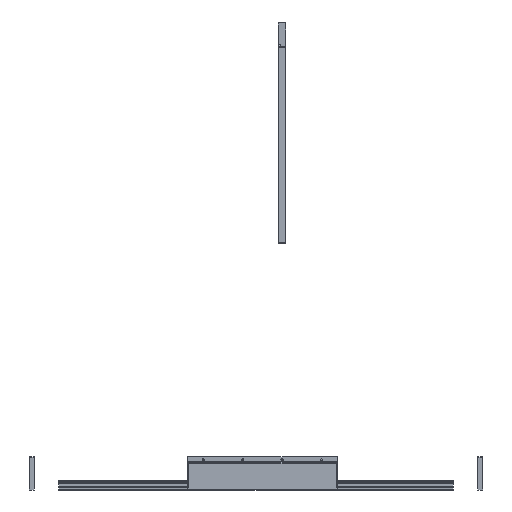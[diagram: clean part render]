
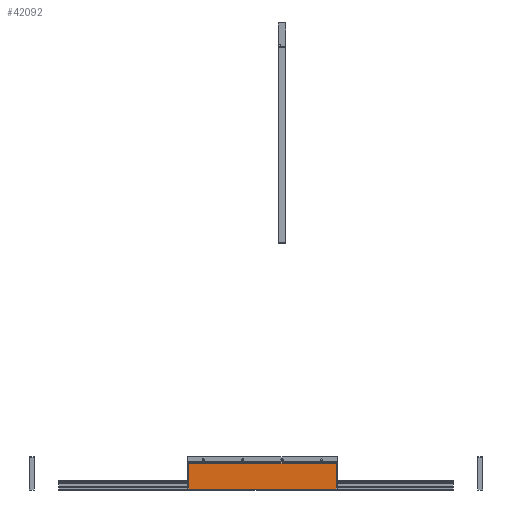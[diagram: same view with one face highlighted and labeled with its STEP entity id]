
A CAD part, left-side view. The second image highlights one B-rep face of the part: STEP entity #42092.
In plain terms, the highlighted planar face has unit normal (-1, 0, 0).
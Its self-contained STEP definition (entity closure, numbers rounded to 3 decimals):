
#41655 = CYLINDRICAL_SURFACE('',#41656,2.);
#41656 = AXIS2_PLACEMENT_3D('',#41657,#41658,#41659);
#41657 = CARTESIAN_POINT('',(-347.,3.01,-367.05));
#41658 = DIRECTION('',(0.,-1.,0.));
#41659 = DIRECTION('',(0.,0.,1.));
#41754 = VERTEX_POINT('',#41755);
#41755 = CARTESIAN_POINT('',(-349.,303.01,-367.05));
#41774 = CYLINDRICAL_SURFACE('',#41775,2.);
#41775 = AXIS2_PLACEMENT_3D('',#41776,#41777,#41778);
#41776 = CARTESIAN_POINT('',(-347.,303.01,-365.05));
#41777 = DIRECTION('',(0.,0.,1.));
#41778 = DIRECTION('',(0.,1.,0.));
#41907 = VERTEX_POINT('',#41908);
#41908 = CARTESIAN_POINT('',(-349.,3.01,-367.05));
#41950 = CYLINDRICAL_SURFACE('',#41951,2.);
#41951 = AXIS2_PLACEMENT_3D('',#41952,#41953,#41954);
#41952 = CARTESIAN_POINT('',(-347.,3.01,-419.55));
#41953 = DIRECTION('',(0.,0.,-1.));
#41954 = DIRECTION('',(0.,-1.,0.));
#42060 = PLANE('',#42061);
#42061 = AXIS2_PLACEMENT_3D('',#42062,#42063,#42064);
#42062 = CARTESIAN_POINT('',(-347.5,305.01,-419.55));
#42063 = DIRECTION('',(0.,0.,-1.));
#42064 = DIRECTION('',(1.,0.,0.));
#42092 = ADVANCED_FACE('',(#42093),#42105,.T.);
#42093 = FACE_BOUND('',#42094,.T.);
#42094 = EDGE_LOOP('',(#42095,#42123,#42144,#42167));
#42095 = ORIENTED_EDGE('',*,*,#42096,.T.);
#42096 = EDGE_CURVE('',#42097,#41907,#42099,.T.);
#42097 = VERTEX_POINT('',#42098);
#42098 = CARTESIAN_POINT('',(-349.,3.01,-419.55));
#42099 = SURFACE_CURVE('',#42100,(#42104,#42116),.PCURVE_S1.);
#42100 = LINE('',#42101,#42102);
#42101 = CARTESIAN_POINT('',(-349.,3.01,-419.55));
#42102 = VECTOR('',#42103,1.);
#42103 = DIRECTION('',(0.,0.,1.));
#42104 = PCURVE('',#42105,#42110);
#42105 = PLANE('',#42106);
#42106 = AXIS2_PLACEMENT_3D('',#42107,#42108,#42109);
#42107 = CARTESIAN_POINT('',(-349.,153.01,-365.05));
#42108 = DIRECTION('',(-1.,0.,0.));
#42109 = DIRECTION('',(0.,-1.,0.));
#42110 = DEFINITIONAL_REPRESENTATION('',(#42111),#42115);
#42111 = LINE('',#42112,#42113);
#42112 = CARTESIAN_POINT('',(150.,-54.5));
#42113 = VECTOR('',#42114,1.);
#42114 = DIRECTION('',(0.,1.));
#42115 = ( GEOMETRIC_REPRESENTATION_CONTEXT(2) 
PARAMETRIC_REPRESENTATION_CONTEXT() REPRESENTATION_CONTEXT('2D SPACE',''
  ) );
#42116 = PCURVE('',#41950,#42117);
#42117 = DEFINITIONAL_REPRESENTATION('',(#42118),#42122);
#42118 = LINE('',#42119,#42120);
#42119 = CARTESIAN_POINT('',(1.571,0.));
#42120 = VECTOR('',#42121,1.);
#42121 = DIRECTION('',(0.,-1.));
#42122 = ( GEOMETRIC_REPRESENTATION_CONTEXT(2) 
PARAMETRIC_REPRESENTATION_CONTEXT() REPRESENTATION_CONTEXT('2D SPACE',''
  ) );
#42123 = ORIENTED_EDGE('',*,*,#42124,.T.);
#42124 = EDGE_CURVE('',#41907,#41754,#42125,.T.);
#42125 = SURFACE_CURVE('',#42126,(#42130,#42137),.PCURVE_S1.);
#42126 = LINE('',#42127,#42128);
#42127 = CARTESIAN_POINT('',(-349.,3.01,-367.05));
#42128 = VECTOR('',#42129,1.);
#42129 = DIRECTION('',(0.,1.,0.));
#42130 = PCURVE('',#42105,#42131);
#42131 = DEFINITIONAL_REPRESENTATION('',(#42132),#42136);
#42132 = LINE('',#42133,#42134);
#42133 = CARTESIAN_POINT('',(150.,-2.));
#42134 = VECTOR('',#42135,1.);
#42135 = DIRECTION('',(-1.,0.));
#42136 = ( GEOMETRIC_REPRESENTATION_CONTEXT(2) 
PARAMETRIC_REPRESENTATION_CONTEXT() REPRESENTATION_CONTEXT('2D SPACE',''
  ) );
#42137 = PCURVE('',#41655,#42138);
#42138 = DEFINITIONAL_REPRESENTATION('',(#42139),#42143);
#42139 = LINE('',#42140,#42141);
#42140 = CARTESIAN_POINT('',(1.571,0.));
#42141 = VECTOR('',#42142,1.);
#42142 = DIRECTION('',(0.,-1.));
#42143 = ( GEOMETRIC_REPRESENTATION_CONTEXT(2) 
PARAMETRIC_REPRESENTATION_CONTEXT() REPRESENTATION_CONTEXT('2D SPACE',''
  ) );
#42144 = ORIENTED_EDGE('',*,*,#42145,.T.);
#42145 = EDGE_CURVE('',#41754,#42146,#42148,.T.);
#42146 = VERTEX_POINT('',#42147);
#42147 = CARTESIAN_POINT('',(-349.,303.01,-419.55));
#42148 = SURFACE_CURVE('',#42149,(#42153,#42160),.PCURVE_S1.);
#42149 = LINE('',#42150,#42151);
#42150 = CARTESIAN_POINT('',(-349.,303.01,-365.05));
#42151 = VECTOR('',#42152,1.);
#42152 = DIRECTION('',(0.,0.,-1.));
#42153 = PCURVE('',#42105,#42154);
#42154 = DEFINITIONAL_REPRESENTATION('',(#42155),#42159);
#42155 = LINE('',#42156,#42157);
#42156 = CARTESIAN_POINT('',(-150.,0.));
#42157 = VECTOR('',#42158,1.);
#42158 = DIRECTION('',(0.,-1.));
#42159 = ( GEOMETRIC_REPRESENTATION_CONTEXT(2) 
PARAMETRIC_REPRESENTATION_CONTEXT() REPRESENTATION_CONTEXT('2D SPACE',''
  ) );
#42160 = PCURVE('',#41774,#42161);
#42161 = DEFINITIONAL_REPRESENTATION('',(#42162),#42166);
#42162 = LINE('',#42163,#42164);
#42163 = CARTESIAN_POINT('',(1.571,0.));
#42164 = VECTOR('',#42165,1.);
#42165 = DIRECTION('',(0.,-1.));
#42166 = ( GEOMETRIC_REPRESENTATION_CONTEXT(2) 
PARAMETRIC_REPRESENTATION_CONTEXT() REPRESENTATION_CONTEXT('2D SPACE',''
  ) );
#42167 = ORIENTED_EDGE('',*,*,#42168,.T.);
#42168 = EDGE_CURVE('',#42146,#42097,#42169,.T.);
#42169 = SURFACE_CURVE('',#42170,(#42174,#42181),.PCURVE_S1.);
#42170 = LINE('',#42171,#42172);
#42171 = CARTESIAN_POINT('',(-349.,305.01,-419.55));
#42172 = VECTOR('',#42173,1.);
#42173 = DIRECTION('',(0.,-1.,0.));
#42174 = PCURVE('',#42105,#42175);
#42175 = DEFINITIONAL_REPRESENTATION('',(#42176),#42180);
#42176 = LINE('',#42177,#42178);
#42177 = CARTESIAN_POINT('',(-152.,-54.5));
#42178 = VECTOR('',#42179,1.);
#42179 = DIRECTION('',(1.,0.));
#42180 = ( GEOMETRIC_REPRESENTATION_CONTEXT(2) 
PARAMETRIC_REPRESENTATION_CONTEXT() REPRESENTATION_CONTEXT('2D SPACE',''
  ) );
#42181 = PCURVE('',#42060,#42182);
#42182 = DEFINITIONAL_REPRESENTATION('',(#42183),#42187);
#42183 = LINE('',#42184,#42185);
#42184 = CARTESIAN_POINT('',(-1.5,0.));
#42185 = VECTOR('',#42186,1.);
#42186 = DIRECTION('',(0.,1.));
#42187 = ( GEOMETRIC_REPRESENTATION_CONTEXT(2) 
PARAMETRIC_REPRESENTATION_CONTEXT() REPRESENTATION_CONTEXT('2D SPACE',''
  ) );
